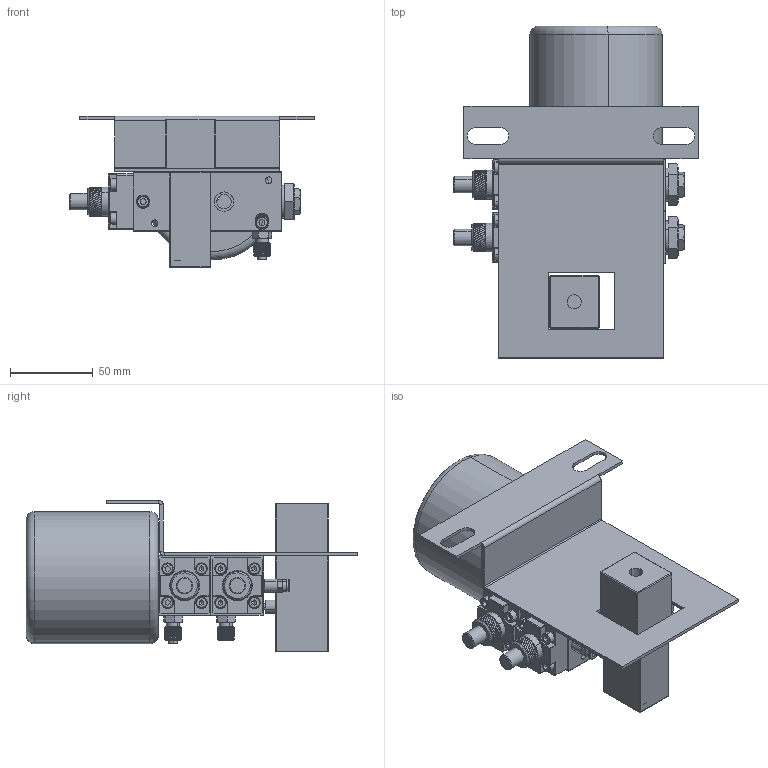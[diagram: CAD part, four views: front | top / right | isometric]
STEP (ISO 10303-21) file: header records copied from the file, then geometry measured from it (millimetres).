
FILE_DESCRIPTION (( 'STEP AP203' ), '1' );
FILE_NAME ('APOM.STEP', '2020-04-14T03:36:43', ( '个人用户' ), ( '微软中国' ), 'SwSTEP 2.0', 'SolidWorks 2018', '' );
FILE_SCHEMA (( 'CONFIG_CONTROL_DESIGN' ));
Products named in the file (1): APOM
Bounding box: 148.18 x 201 x 91.74 mm (x, y, z)
Surface area: 137094.2 mm2 (no closed solid volume)
Topology: 0 solids, 39 shells, 1235 faces, 4795 edges, 3355 vertices
Faces by surface type: cylinder 590, plane 460, bspline 81, cone 80, torus 20, sphere 4
Entity records: 56241 total; most frequent: CARTESIAN_POINT 19542, ORIENTED_EDGE 7284, DIRECTION 6950, EDGE_CURVE 4779, VERTEX_POINT 3355, AXIS2_PLACEMENT_3D 2579, VECTOR 1792, LINE 1792
